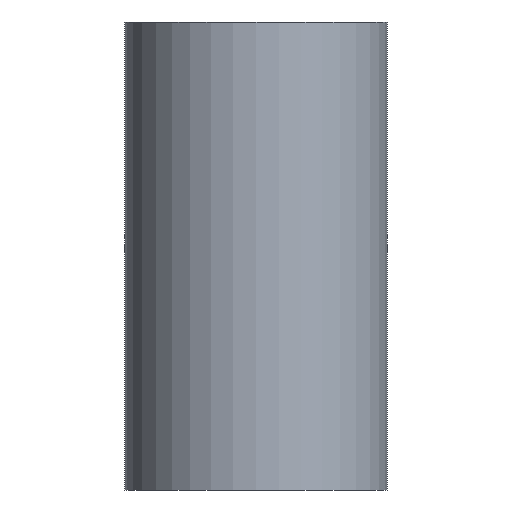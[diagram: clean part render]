
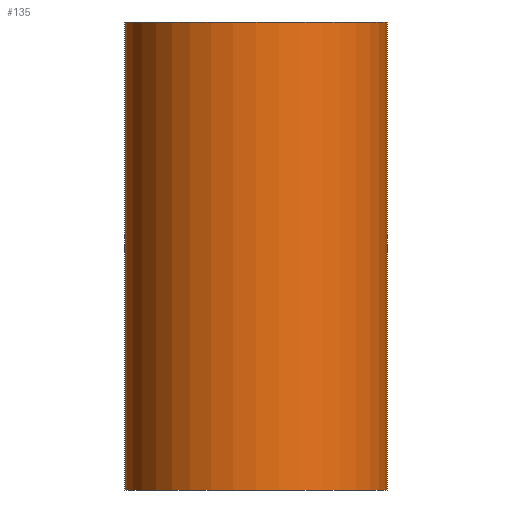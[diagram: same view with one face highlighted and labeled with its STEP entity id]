
A CAD part, front view. The second image highlights one B-rep face of the part: STEP entity #135.
In plain terms, the highlighted cylindrical face has radius 23.25 mm (diameter 46.5 mm), a full revolution.
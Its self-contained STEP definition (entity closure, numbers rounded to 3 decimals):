
#21 = EDGE_CURVE('',#22,#22,#24,.T.);
#22 = VERTEX_POINT('',#23);
#23 = CARTESIAN_POINT('',(23.25,0.,-3.));
#24 = CIRCLE('',#25,23.25);
#25 = AXIS2_PLACEMENT_3D('',#26,#27,#28);
#26 = CARTESIAN_POINT('',(0.,0.,-3.));
#27 = DIRECTION('',(0.,0.,1.));
#28 = DIRECTION('',(1.,0.,0.));
#74 = EDGE_CURVE('',#75,#75,#77,.T.);
#75 = VERTEX_POINT('',#76);
#76 = CARTESIAN_POINT('',(23.25,0.,80.));
#77 = CIRCLE('',#78,23.25);
#78 = AXIS2_PLACEMENT_3D('',#79,#80,#81);
#79 = CARTESIAN_POINT('',(0.,0.,80.));
#80 = DIRECTION('',(0.,0.,1.));
#81 = DIRECTION('',(1.,0.,0.));
#135 = ADVANCED_FACE('',(#136),#146,.T.);
#136 = FACE_BOUND('',#137,.T.);
#137 = EDGE_LOOP('',(#138,#139,#144,#145));
#138 = ORIENTED_EDGE('',*,*,#21,.T.);
#139 = ORIENTED_EDGE('',*,*,#140,.T.);
#140 = EDGE_CURVE('',#22,#75,#141,.T.);
#141 = B_SPLINE_CURVE_WITH_KNOTS('',1,(#142,#143),.UNSPECIFIED.,.F.,.F.,
  (2,2),(-3.,80.),.PIECEWISE_BEZIER_KNOTS.);
#142 = CARTESIAN_POINT('',(23.25,0.,-3.));
#143 = CARTESIAN_POINT('',(23.25,0.,80.));
#144 = ORIENTED_EDGE('',*,*,#74,.F.);
#145 = ORIENTED_EDGE('',*,*,#140,.F.);
#146 = CYLINDRICAL_SURFACE('',#147,23.25);
#147 = AXIS2_PLACEMENT_3D('',#148,#149,#150);
#148 = CARTESIAN_POINT('',(0.,0.,0.));
#149 = DIRECTION('',(0.,0.,1.));
#150 = DIRECTION('',(1.,0.,0.));
